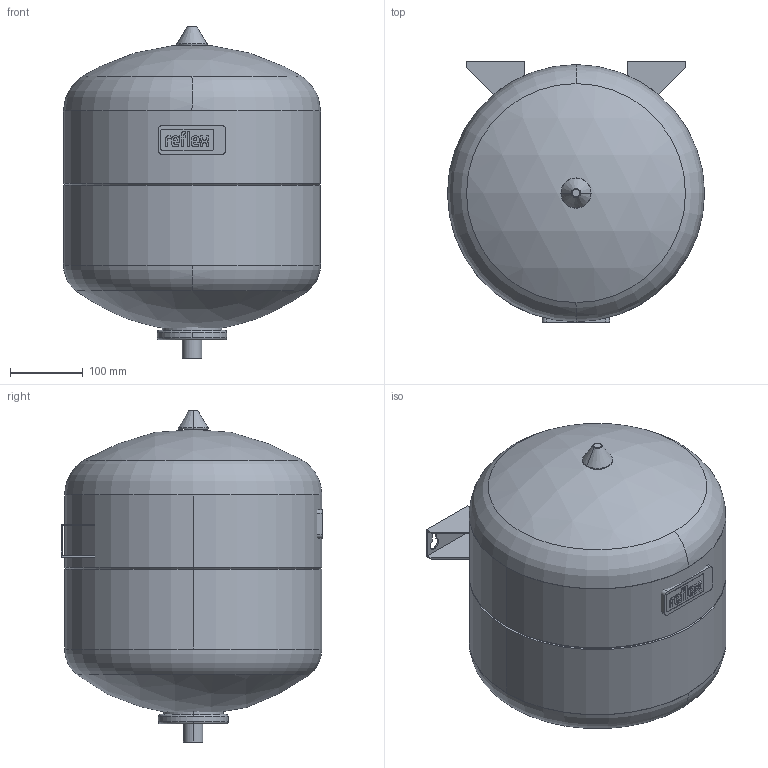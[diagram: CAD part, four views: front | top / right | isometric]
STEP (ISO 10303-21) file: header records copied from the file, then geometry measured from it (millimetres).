
FILE_DESCRIPTION((''),'2;1');
FILE_NAME('3d_RefixDE33_10bar-7303900.stp','2014-06-06T09:56:38',(''),(''),'Mechanical Desktop 2011','Mechanical Desktop 2011',', , ');
FILE_SCHEMA(('CONFIG_CONTROL_DESIGN'));
Length unit declared in the file: millimetre
Products named in the file (1): Product
Bounding box: 354 x 360.62 x 457 mm (x, y, z)
Volume: 32539365.7 mm3; surface area: 984591.5 mm2
Topology: 16 solids, 16 shells, 276 faces, 691 edges, 455 vertices
Faces by surface type: plane 124, cylinder 102, bspline 22, torus 16, cone 10, sphere 2
Entity records: 8693 total; most frequent: CARTESIAN_POINT 1791, DIRECTION 1482, ORIENTED_EDGE 1382, EDGE_CURVE 691, AXIS2_PLACEMENT_3D 536, VERTEX_POINT 455, VECTOR 410, LINE 410
